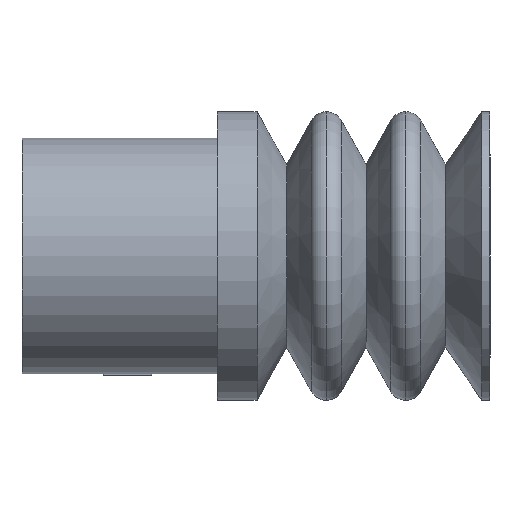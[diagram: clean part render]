
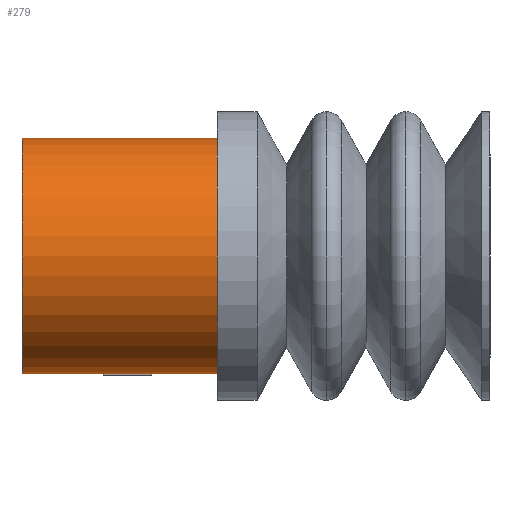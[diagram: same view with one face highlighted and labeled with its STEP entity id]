
A CAD part, left-side view. The second image highlights one B-rep face of the part: STEP entity #279.
In plain terms, the highlighted cylindrical face has radius 8.9 mm (diameter 17.8 mm), a partial arc.
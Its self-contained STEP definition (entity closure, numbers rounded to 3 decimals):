
#279=ADVANCED_FACE('',(#676),#677,.T.);
#676=FACE_OUTER_BOUND('',#1188,.T.);
#677=CYLINDRICAL_SURFACE('',#1189,8.9);
#1188=EDGE_LOOP('',(#3305,#3306,#3307,#3308));
#1189=AXIS2_PLACEMENT_3D('',#3309,#3310,#3311);
#3305=ORIENTED_EDGE('',*,*,#4465,.T.);
#3306=ORIENTED_EDGE('',*,*,#4466,.T.);
#3307=ORIENTED_EDGE('',*,*,#4377,.F.);
#3308=ORIENTED_EDGE('',*,*,#4467,.F.);
#3309=CARTESIAN_POINT('',(0.,0.0,0.));
#3310=DIRECTION('',(0.0,-1.0,0.0));
#3311=DIRECTION('',(0.0,0.0,-1.0));
#4377=EDGE_CURVE('',#4988,#4989,#4990,.T.);
#4465=EDGE_CURVE('',#5119,#5120,#5121,.T.);
#4466=EDGE_CURVE('',#5120,#4989,#5122,.T.);
#4467=EDGE_CURVE('',#5119,#4988,#5123,.T.);
#4988=VERTEX_POINT('',#5901);
#4989=VERTEX_POINT('',#5902);
#4990=B_SPLINE_CURVE_WITH_KNOTS('',3,(#5903,#5904,#5905,#5906),.UNSPECIFIED.,.F.,.F.,(4,4),(0.0,1.0),.UNSPECIFIED.);
#5119=VERTEX_POINT('',#6275);
#5120=VERTEX_POINT('',#6276);
#5121=LINE('',#6277,#6278);
#5122=CIRCLE('',#6279,8.9);
#5123=CIRCLE('',#6280,8.9);
#5901=CARTESIAN_POINT('',(0.0,-14.762,-8.9));
#5902=CARTESIAN_POINT('',(0.0,0.0,-8.9));
#5903=CARTESIAN_POINT('',(0.0,-14.762,-8.9));
#5904=CARTESIAN_POINT('',(0.0,-9.842,-8.9));
#5905=CARTESIAN_POINT('',(0.0,-4.921,-8.9));
#5906=CARTESIAN_POINT('',(0.0,0.0,-8.9));
#6275=CARTESIAN_POINT('',(0.0,-14.762,8.9));
#6276=CARTESIAN_POINT('',(0.0,0.0,8.9));
#6277=CARTESIAN_POINT('',(0.0,0.0,8.9));
#6278=VECTOR('',#7507,1000.0);
#6279=AXIS2_PLACEMENT_3D('',#7508,#7509,#7510);
#6280=AXIS2_PLACEMENT_3D('',#7511,#7512,#7513);
#7507=DIRECTION('',(0.,1.0,0.));
#7508=CARTESIAN_POINT('',(0.0,0.0,0.0));
#7509=DIRECTION('',(0.0,-1.0,0.0));
#7510=DIRECTION('',(0.0,0.0,-1.0));
#7511=CARTESIAN_POINT('',(0.,-14.762,0.));
#7512=DIRECTION('',(0.0,-1.0,0.0));
#7513=DIRECTION('',(0.0,0.0,-1.0));
